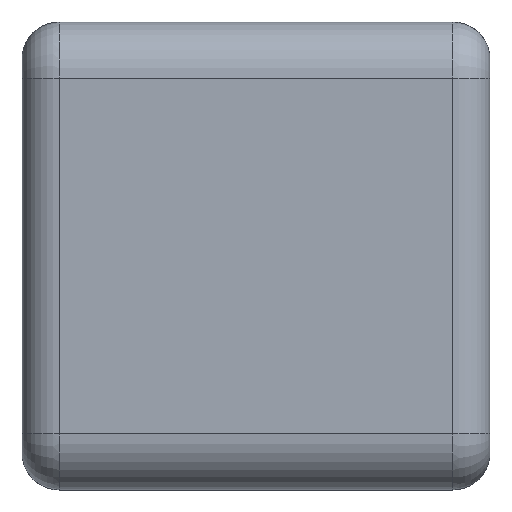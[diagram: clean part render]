
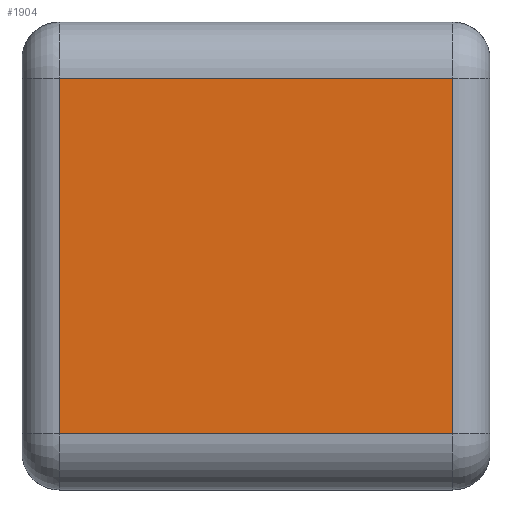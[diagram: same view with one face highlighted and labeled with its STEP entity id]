
A CAD part, left-side view. The second image highlights one B-rep face of the part: STEP entity #1904.
In plain terms, the highlighted planar face has unit normal (-1, 0, 0).
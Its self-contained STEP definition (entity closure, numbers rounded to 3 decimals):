
#58 = VECTOR ( 'NONE', #1024, 1000. ) ;
#77 = ORIENTED_EDGE ( 'NONE', *, *, #1202, .T. ) ;
#236 = CARTESIAN_POINT ( 'NONE',  ( -1., 1.17, 0.475 ) ) ;
#284 = CARTESIAN_POINT ( 'NONE',  ( -1., 1.27, 0.475 ) ) ;
#421 = DIRECTION ( 'NONE',  ( 0., -1., 0. ) ) ;
#454 = CARTESIAN_POINT ( 'NONE',  ( -1., 0.12, -0.475 ) ) ;
#566 = ORIENTED_EDGE ( 'NONE', *, *, #1053, .T. ) ;
#662 = CARTESIAN_POINT ( 'NONE',  ( -1., 1.27, -0.475 ) ) ;
#687 = DIRECTION ( 'NONE',  ( 1., 0., 0. ) ) ;
#725 = ORIENTED_EDGE ( 'NONE', *, *, #2805, .T. ) ;
#758 = VERTEX_POINT ( 'NONE', #236 ) ;
#780 = CARTESIAN_POINT ( 'NONE',  ( -1., 0.12, 0.475 ) ) ;
#809 = LINE ( 'NONE', #284, #58 ) ;
#886 = FACE_OUTER_BOUND ( 'NONE', #2356, .T. ) ;
#1024 = DIRECTION ( 'NONE',  ( 0., -1., 0. ) ) ;
#1053 = EDGE_CURVE ( 'NONE', #758, #2080, #2615, .T. ) ;
#1072 = VECTOR ( 'NONE', #1376, 1000. ) ;
#1134 = AXIS2_PLACEMENT_3D ( 'NONE', #1452, #687, #3267 ) ;
#1146 = PLANE ( 'NONE',  #1134 ) ;
#1202 = EDGE_CURVE ( 'NONE', #2850, #1564, #2291, .T. ) ;
#1369 = VECTOR ( 'NONE', #421, 1000. ) ;
#1376 = DIRECTION ( 'NONE',  ( 0., 0., -1. ) ) ;
#1452 = CARTESIAN_POINT ( 'NONE',  ( -1., 1.27, 0.475 ) ) ;
#1564 = VERTEX_POINT ( 'NONE', #2872 ) ;
#1800 = EDGE_CURVE ( 'NONE', #758, #1564, #809, .T. ) ;
#1904 = ADVANCED_FACE ( 'NONE', ( #886 ), #1146, .F. ) ;
#2080 = VERTEX_POINT ( 'NONE', #2284 ) ;
#2284 = CARTESIAN_POINT ( 'NONE',  ( -1., 1.17, -0.475 ) ) ;
#2291 = LINE ( 'NONE', #780, #3131 ) ;
#2356 = EDGE_LOOP ( 'NONE', ( #725, #77, #2372, #566 ) ) ;
#2372 = ORIENTED_EDGE ( 'NONE', *, *, #1800, .F. ) ;
#2577 = DIRECTION ( 'NONE',  ( 0., 0., 1. ) ) ;
#2615 = LINE ( 'NONE', #2685, #1072 ) ;
#2685 = CARTESIAN_POINT ( 'NONE',  ( -1., 1.17, -0.475 ) ) ;
#2805 = EDGE_CURVE ( 'NONE', #2080, #2850, #2984, .T. ) ;
#2850 = VERTEX_POINT ( 'NONE', #454 ) ;
#2872 = CARTESIAN_POINT ( 'NONE',  ( -1., 0.12, 0.475 ) ) ;
#2984 = LINE ( 'NONE', #662, #1369 ) ;
#3131 = VECTOR ( 'NONE', #2577, 1000. ) ;
#3267 = DIRECTION ( 'NONE',  ( 0., 0., -1. ) ) ;
